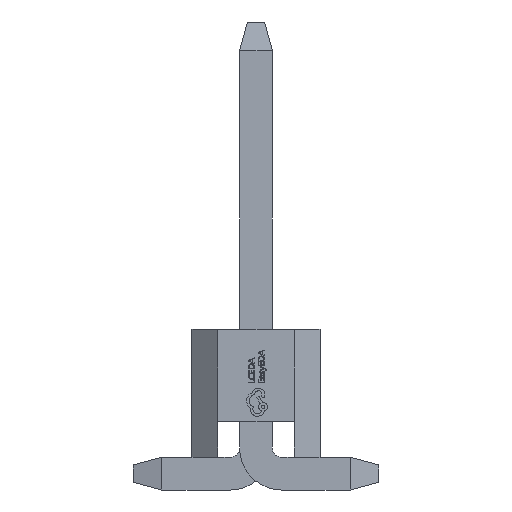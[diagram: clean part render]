
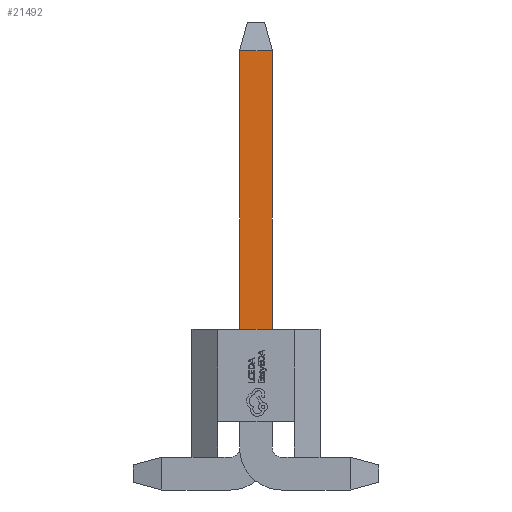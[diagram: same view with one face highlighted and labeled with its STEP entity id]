
A CAD part, left-side view. The second image highlights one B-rep face of the part: STEP entity #21492.
In plain terms, the highlighted planar face has unit normal (-1, 0, 0).
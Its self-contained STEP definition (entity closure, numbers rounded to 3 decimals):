
#879 = CARTESIAN_POINT ( 'NONE',  ( -6.67, -0.32, 2.5 ) ) ;
#2155 = CARTESIAN_POINT ( 'NONE',  ( -6.67, 0., 2.5 ) ) ;
#2336 = VECTOR ( 'NONE', #13069, 1000. ) ;
#4532 = AXIS2_PLACEMENT_3D ( 'NONE', #6407, #23313, #6166 ) ;
#5013 = EDGE_CURVE ( 'NONE', #13261, #20412, #6766, .T. ) ;
#6111 = VERTEX_POINT ( 'NONE', #879 ) ;
#6166 = DIRECTION ( 'NONE',  ( 0., 0., -1. ) ) ;
#6255 = CARTESIAN_POINT ( 'NONE',  ( -6.67, 0.32, 7.94 ) ) ;
#6407 = CARTESIAN_POINT ( 'NONE',  ( -6.67, -0.5, 0.18 ) ) ;
#6722 = EDGE_LOOP ( 'NONE', ( #19881, #17977, #19187, #18551 ) ) ;
#6766 = LINE ( 'NONE', #14181, #18884 ) ;
#8218 = DIRECTION ( 'NONE',  ( 0., 1., 0. ) ) ;
#9528 = CARTESIAN_POINT ( 'NONE',  ( -6.67, 0.32, 2.5 ) ) ;
#9885 = CARTESIAN_POINT ( 'NONE',  ( -6.67, 0.32, 7.94 ) ) ;
#10176 = LINE ( 'NONE', #6255, #20923 ) ;
#11283 = LINE ( 'NONE', #15291, #2336 ) ;
#11914 = EDGE_CURVE ( 'NONE', #15236, #6111, #11283, .T. ) ;
#12024 = FACE_OUTER_BOUND ( 'NONE', #6722, .T. ) ;
#13069 = DIRECTION ( 'NONE',  ( 0., 0., -1. ) ) ;
#13261 = VERTEX_POINT ( 'NONE', #9885 ) ;
#13491 = LINE ( 'NONE', #2155, #17741 ) ;
#14181 = CARTESIAN_POINT ( 'NONE',  ( -6.67, 0.32, 8.5 ) ) ;
#14398 = EDGE_CURVE ( 'NONE', #20412, #6111, #13491, .T. ) ;
#14608 = EDGE_CURVE ( 'NONE', #15236, #13261, #10176, .T. ) ;
#15236 = VERTEX_POINT ( 'NONE', #15467 ) ;
#15291 = CARTESIAN_POINT ( 'NONE',  ( -6.67, -0.32, 8.5 ) ) ;
#15467 = CARTESIAN_POINT ( 'NONE',  ( -6.67, -0.32, 7.94 ) ) ;
#15546 = PLANE ( 'NONE',  #4532 ) ;
#15574 = DIRECTION ( 'NONE',  ( 0., -1., 0. ) ) ;
#17741 = VECTOR ( 'NONE', #15574, 1000. ) ;
#17977 = ORIENTED_EDGE ( 'NONE', *, *, #14608, .T. ) ;
#18551 = ORIENTED_EDGE ( 'NONE', *, *, #14398, .T. ) ;
#18884 = VECTOR ( 'NONE', #20580, 1000. ) ;
#19187 = ORIENTED_EDGE ( 'NONE', *, *, #5013, .T. ) ;
#19881 = ORIENTED_EDGE ( 'NONE', *, *, #11914, .F. ) ;
#20412 = VERTEX_POINT ( 'NONE', #9528 ) ;
#20580 = DIRECTION ( 'NONE',  ( 0., 0., -1. ) ) ;
#20923 = VECTOR ( 'NONE', #8218, 1000. ) ;
#21492 = ADVANCED_FACE ( 'NONE', ( #12024 ), #15546, .F. ) ;
#23313 = DIRECTION ( 'NONE',  ( 1., 0., 0. ) ) ;
